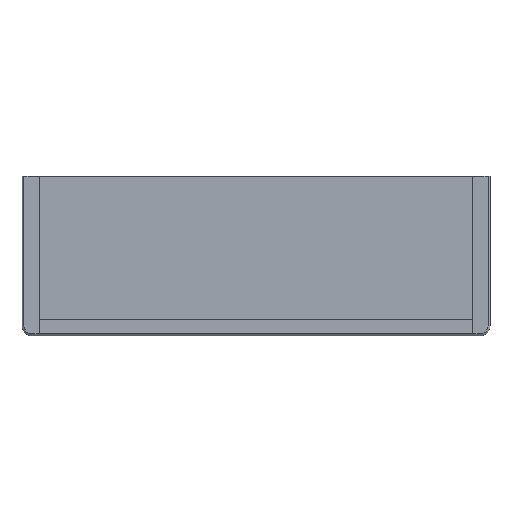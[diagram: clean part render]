
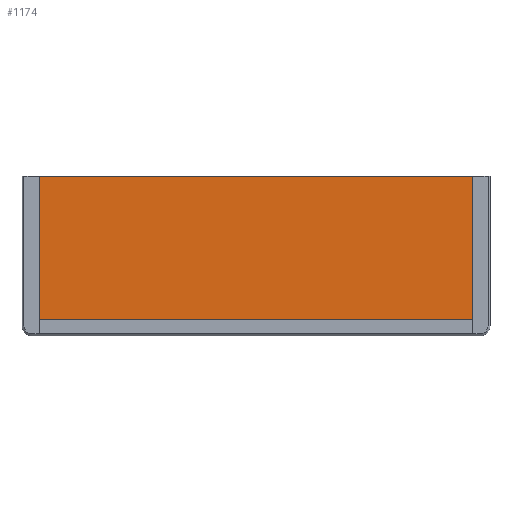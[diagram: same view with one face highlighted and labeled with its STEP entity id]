
A CAD part, top view. The second image highlights one B-rep face of the part: STEP entity #1174.
In plain terms, the highlighted planar face has unit normal (0, 0, 1).
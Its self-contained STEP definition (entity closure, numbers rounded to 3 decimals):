
#112 = LINE ( 'NONE', #1318, #1038 ) ;
#126 = EDGE_CURVE ( 'NONE', #516, #585, #1055, .T. ) ;
#146 = VECTOR ( 'NONE', #938, 1000. ) ;
#219 = CARTESIAN_POINT ( 'NONE',  ( -142.072, -88.221, 0.6 ) ) ;
#225 = CARTESIAN_POINT ( 'NONE',  ( 125.17, -88.221, 0.6 ) ) ;
#229 = ORIENTED_EDGE ( 'NONE', *, *, #1308, .T. ) ;
#311 = AXIS2_PLACEMENT_3D ( 'NONE', #1008, #1344, #361 ) ;
#320 = CARTESIAN_POINT ( 'NONE',  ( 0., -88.221, 0.6 ) ) ;
#338 = FACE_OUTER_BOUND ( 'NONE', #990, .T. ) ;
#361 = DIRECTION ( 'NONE',  ( 1., 0., 0. ) ) ;
#516 = VERTEX_POINT ( 'NONE', #939 ) ;
#570 = EDGE_CURVE ( 'NONE', #926, #516, #112, .T. ) ;
#585 = VERTEX_POINT ( 'NONE', #219 ) ;
#618 = CARTESIAN_POINT ( 'NONE',  ( -142.072, 0., 0.6 ) ) ;
#628 = VECTOR ( 'NONE', #630, 1000. ) ;
#630 = DIRECTION ( 'NONE',  ( 0., -1., 0. ) ) ;
#658 = VECTOR ( 'NONE', #974, 1000. ) ;
#682 = EDGE_CURVE ( 'NONE', #1015, #926, #945, .T. ) ;
#712 = ORIENTED_EDGE ( 'NONE', *, *, #570, .T. ) ;
#741 = ORIENTED_EDGE ( 'NONE', *, *, #682, .T. ) ;
#755 = CARTESIAN_POINT ( 'NONE',  ( 125.17, 0., 0.6 ) ) ;
#799 = ORIENTED_EDGE ( 'NONE', *, *, #126, .T. ) ;
#926 = VERTEX_POINT ( 'NONE', #755 ) ;
#938 = DIRECTION ( 'NONE',  ( 0., 1., 0. ) ) ;
#939 = CARTESIAN_POINT ( 'NONE',  ( -142.072, 0., 0.6 ) ) ;
#945 = LINE ( 'NONE', #1172, #146 ) ;
#974 = DIRECTION ( 'NONE',  ( 1., 0., 0. ) ) ;
#990 = EDGE_LOOP ( 'NONE', ( #712, #799, #229, #741 ) ) ;
#1008 = CARTESIAN_POINT ( 'NONE',  ( 0., 0., 0.6 ) ) ;
#1015 = VERTEX_POINT ( 'NONE', #225 ) ;
#1038 = VECTOR ( 'NONE', #1187, 1000. ) ;
#1055 = LINE ( 'NONE', #618, #628 ) ;
#1172 = CARTESIAN_POINT ( 'NONE',  ( 125.17, 0., 0.6 ) ) ;
#1174 = ADVANCED_FACE ( 'NONE', ( #338 ), #1211, .T. ) ;
#1187 = DIRECTION ( 'NONE',  ( -1., 0., 0. ) ) ;
#1211 = PLANE ( 'NONE',  #311 ) ;
#1299 = LINE ( 'NONE', #320, #658 ) ;
#1308 = EDGE_CURVE ( 'NONE', #585, #1015, #1299, .T. ) ;
#1318 = CARTESIAN_POINT ( 'NONE',  ( 0., 0., 0.6 ) ) ;
#1344 = DIRECTION ( 'NONE',  ( 0., 0., 1. ) ) ;
